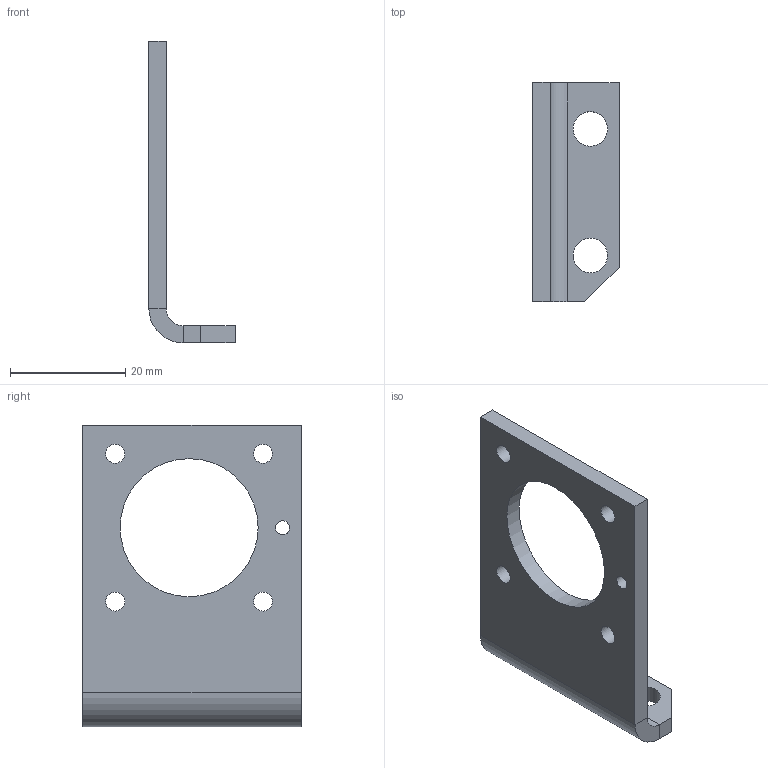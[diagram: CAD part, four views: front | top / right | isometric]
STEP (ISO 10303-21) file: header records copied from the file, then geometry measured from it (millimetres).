
FILE_DESCRIPTION(/* description */ ('Mocowanie silnika krokowego'),/* implementation_level */ '2;1');
FILE_NAME(/* name */ 'RR-PCSS-2021-MSK2.stp',/* time_stamp */ '2021-10-25T15:39:44+02:00',/* author */ ('marci'),/* organization */ (''),/* preprocessor_version */ 'ST-DEVELOPER v18.1',/* originating_system */ 'Autodesk Inventor 2021',/* authorisation */ '');
FILE_SCHEMA (('AUTOMOTIVE_DESIGN { 1 0 10303 214 3 1 1 }'));
Length unit declared in the file: millimetre
Products named in the file (1): RR-PCSS-MSK
Bounding box: 15 x 38 x 52.5 mm (x, y, z)
Volume: 5435.1 mm3; surface area: 4703.2 mm2
Topology: 1 solids, 1 shells, 23 faces, 56 edges, 35 vertices
Faces by surface type: plane 13, cylinder 10
Full cylindrical faces by diameter (mm): 2.459 x1, 3.3 x4, 6 x2, 24 x1
Entity records: 748 total; most frequent: DIRECTION 125, CARTESIAN_POINT 115, ORIENTED_EDGE 112, EDGE_CURVE 56, AXIS2_PLACEMENT_3D 45, EDGE_LOOP 39, LINE 35, VECTOR 35
